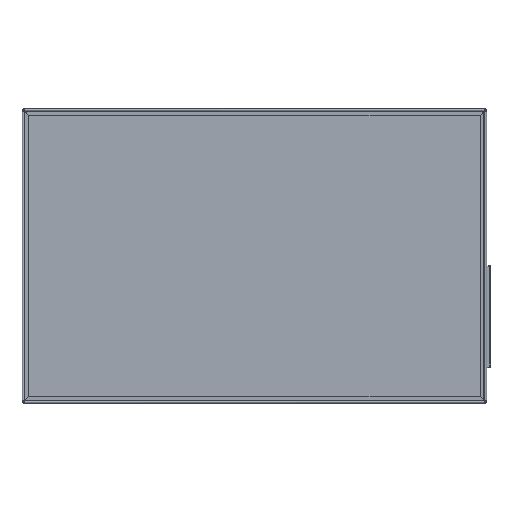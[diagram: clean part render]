
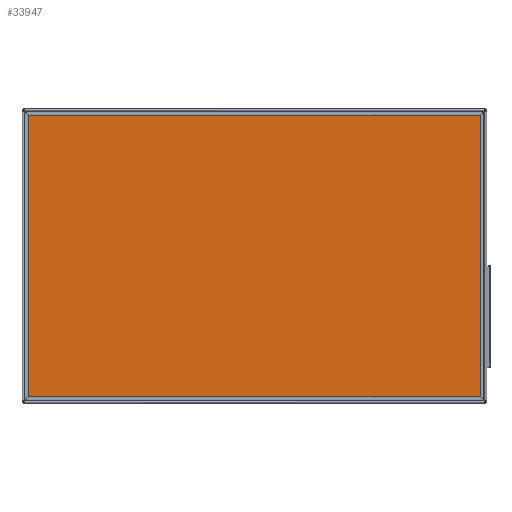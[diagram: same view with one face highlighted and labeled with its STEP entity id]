
A CAD part, top view. The second image highlights one B-rep face of the part: STEP entity #33947.
In plain terms, the highlighted planar face has unit normal (0, 0, 1).
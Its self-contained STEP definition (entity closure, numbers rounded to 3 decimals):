
#1066=PLANE('',#35857);
#2251=FACE_OUTER_BOUND('',#4105,.T.);
#4105=EDGE_LOOP('',(#22066,#22067,#22068,#22069));
#6215=LINE('',#48034,#9392);
#6216=LINE('',#48036,#9393);
#6217=LINE('',#48038,#9394);
#6218=LINE('',#48039,#9395);
#9392=VECTOR('',#38899,10.);
#9393=VECTOR('',#38900,10.);
#9394=VECTOR('',#38901,10.);
#9395=VECTOR('',#38902,10.);
#13832=VERTEX_POINT('',#48032);
#13833=VERTEX_POINT('',#48033);
#13834=VERTEX_POINT('',#48035);
#13835=VERTEX_POINT('',#48037);
#17103=EDGE_CURVE('',#13832,#13833,#6215,.T.);
#17104=EDGE_CURVE('',#13834,#13832,#6216,.T.);
#17105=EDGE_CURVE('',#13835,#13834,#6217,.T.);
#17106=EDGE_CURVE('',#13833,#13835,#6218,.T.);
#22066=ORIENTED_EDGE('',*,*,#17103,.F.);
#22067=ORIENTED_EDGE('',*,*,#17104,.F.);
#22068=ORIENTED_EDGE('',*,*,#17105,.F.);
#22069=ORIENTED_EDGE('',*,*,#17106,.F.);
#33947=ADVANCED_FACE('',(#2251),#1066,.T.);
#35857=AXIS2_PLACEMENT_3D('',#48031,#38897,#38898);
#38897=DIRECTION('center_axis',(0.,0.,
1.));
#38898=DIRECTION('ref_axis',(0.,-1.,0.));
#38899=DIRECTION('',(1.,0.,0.));
#38900=DIRECTION('',(0.,1.,0.));
#38901=DIRECTION('',(-1.,0.,0.));
#38902=DIRECTION('',(0.,-1.,0.));
#48031=CARTESIAN_POINT('Origin',(0.,0.,
-1.));
#48032=CARTESIAN_POINT('',(-265.,165.,-1.));
#48033=CARTESIAN_POINT('',(265.,165.,-1.));
#48034=CARTESIAN_POINT('',(265.,165.,-1.));
#48035=CARTESIAN_POINT('',(-265.,-165.,-1.));
#48036=CARTESIAN_POINT('',(-265.,165.,-1.));
#48037=CARTESIAN_POINT('',(265.,-165.,-1.));
#48038=CARTESIAN_POINT('',(-265.,-165.,-1.));
#48039=CARTESIAN_POINT('',(265.,-165.,-1.));
